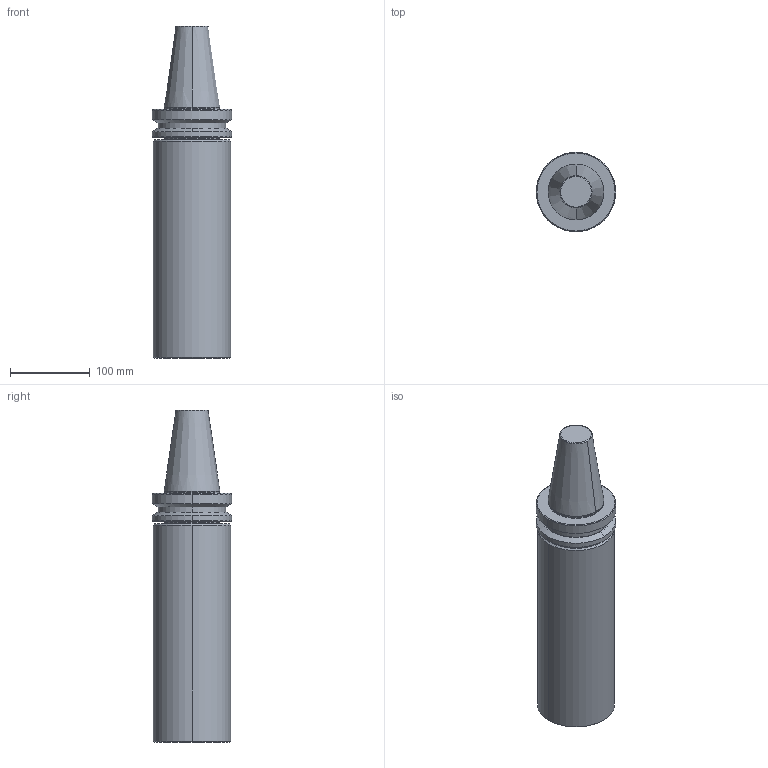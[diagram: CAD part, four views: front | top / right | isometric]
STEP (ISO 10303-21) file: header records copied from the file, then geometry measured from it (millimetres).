
FILE_DESCRIPTION (( 'STEP AP203' ), '1' );
FILE_NAME ('BT50 BORING BAR BLANK DIA 97 L 315.STEP', '2019-06-06T04:06:37', ( '' ), ( '' ), 'SwSTEP 2.0', 'SolidWorks 2014', '' );
FILE_SCHEMA (( 'CONFIG_CONTROL_DESIGN' ));
Length unit declared in the file: millimetre
Products named in the file (1): BT50 BORING BAR BLANK DIA 97 L 315
Bounding box: 100 x 100 x 416.8 mm (x, y, z)
Volume: 2545749.7 mm3; surface area: 134872.5 mm2
Topology: 1 solids, 1 shells, 43 faces, 92 edges, 56 vertices
Faces by surface type: cone 16, cylinder 12, plane 7, bspline 4, torus 4
Entity records: 1299 total; most frequent: CARTESIAN_POINT 264, DIRECTION 228, ORIENTED_EDGE 184, AXIS2_PLACEMENT_3D 100, EDGE_CURVE 92, CIRCLE 60, VERTEX_POINT 56, EDGE_LOOP 48
